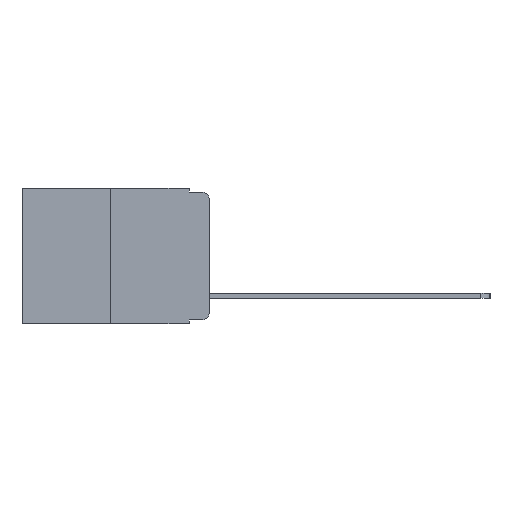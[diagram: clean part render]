
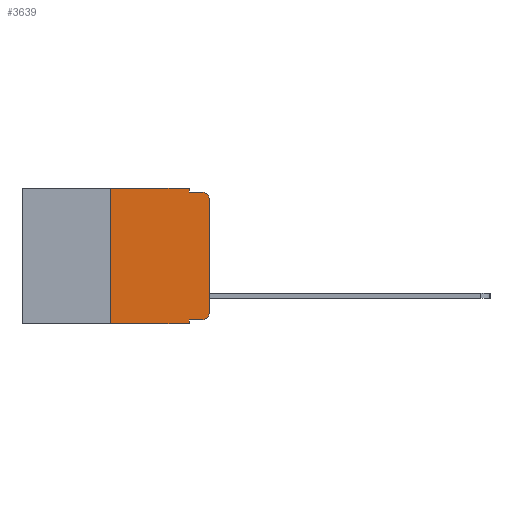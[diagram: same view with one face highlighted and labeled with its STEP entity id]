
A CAD part, left-side view. The second image highlights one B-rep face of the part: STEP entity #3639.
In plain terms, the highlighted planar face has unit normal (-1, 0, 0).
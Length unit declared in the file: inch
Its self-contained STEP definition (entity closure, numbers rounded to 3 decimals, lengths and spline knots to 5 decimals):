
#638 = VECTOR ( 'NONE', #21617, 39.37008 ) ;
#765 = VECTOR ( 'NONE', #12651, 39.37008 ) ;
#1001 = EDGE_CURVE ( 'NONE', #6689, #2462, #12338, .T. ) ;
#1383 = FACE_OUTER_BOUND ( 'NONE', #8689, .T. ) ;
#1675 = DIRECTION ( 'NONE',  ( 0., 0., -1. ) ) ;
#1902 = PLANE ( 'NONE',  #4490 ) ;
#2124 = VECTOR ( 'NONE', #11024, 39.37008 ) ;
#2462 = VERTEX_POINT ( 'NONE', #5776 ) ;
#2731 = CARTESIAN_POINT ( 'NONE',  ( 0., 0.051, 0. ) ) ;
#2832 = VERTEX_POINT ( 'NONE', #22960 ) ;
#3085 = EDGE_CURVE ( 'NONE', #11297, #17082, #24386, .T. ) ;
#3141 = CARTESIAN_POINT ( 'NONE',  ( 0., 0.051, -0.01 ) ) ;
#3159 = LINE ( 'NONE', #7264, #7717 ) ;
#3639 = ADVANCED_FACE ( 'NONE', ( #1383 ), #1902, .F. ) ;
#3821 = ORIENTED_EDGE ( 'NONE', *, *, #5520, .T. ) ;
#4108 = CARTESIAN_POINT ( 'NONE',  ( 0., 0.473, 0. ) ) ;
#4306 = CARTESIAN_POINT ( 'NONE',  ( 0., 0.02, -0.01 ) ) ;
#4490 = AXIS2_PLACEMENT_3D ( 'NONE', #4108, #19627, #10544 ) ;
#4615 = VECTOR ( 'NONE', #18314, 39.37008 ) ;
#4754 = ORIENTED_EDGE ( 'NONE', *, *, #20611, .T. ) ;
#5365 = DIRECTION ( 'NONE',  ( -1., 0., 0. ) ) ;
#5507 = CARTESIAN_POINT ( 'NONE',  ( 0., 0., -0.313 ) ) ;
#5520 = EDGE_CURVE ( 'NONE', #17521, #10135, #19645, .T. ) ;
#5776 = CARTESIAN_POINT ( 'NONE',  ( 0., 0., -0.03 ) ) ;
#5777 = LINE ( 'NONE', #10468, #638 ) ;
#5898 = LINE ( 'NONE', #16314, #765 ) ;
#6582 = CARTESIAN_POINT ( 'NONE',  ( 0., 0.051, -0.333 ) ) ;
#6689 = VERTEX_POINT ( 'NONE', #5507 ) ;
#7264 = CARTESIAN_POINT ( 'NONE',  ( 0., 0.25, 0. ) ) ;
#7717 = VECTOR ( 'NONE', #14873, 39.37008 ) ;
#8377 = EDGE_CURVE ( 'NONE', #10135, #6689, #8839, .T. ) ;
#8457 = CARTESIAN_POINT ( 'NONE',  ( 0., 0.051, 0. ) ) ;
#8550 = CARTESIAN_POINT ( 'NONE',  ( 0., 0.02, -0.313 ) ) ;
#8605 = AXIS2_PLACEMENT_3D ( 'NONE', #8550, #21575, #10429 ) ;
#8689 = EDGE_LOOP ( 'NONE', ( #22603, #10694, #22650, #24354, #10041, #23510, #4754, #18530, #3821, #12156 ) ) ;
#8839 = CIRCLE ( 'NONE', #8605, 0.02 ) ;
#10041 = ORIENTED_EDGE ( 'NONE', *, *, #23828, .F. ) ;
#10135 = VERTEX_POINT ( 'NONE', #17961 ) ;
#10429 = DIRECTION ( 'NONE',  ( 0., 0., -1. ) ) ;
#10468 = CARTESIAN_POINT ( 'NONE',  ( 0., 0.473, -0.343 ) ) ;
#10544 = DIRECTION ( 'NONE',  ( 0., 0., -1. ) ) ;
#10694 = ORIENTED_EDGE ( 'NONE', *, *, #19513, .T. ) ;
#11024 = DIRECTION ( 'NONE',  ( 0., 0., 1. ) ) ;
#11297 = VERTEX_POINT ( 'NONE', #2731 ) ;
#12064 = CARTESIAN_POINT ( 'NONE',  ( 0., 0., 0. ) ) ;
#12156 = ORIENTED_EDGE ( 'NONE', *, *, #8377, .T. ) ;
#12338 = LINE ( 'NONE', #12064, #2124 ) ;
#12651 = DIRECTION ( 'NONE',  ( 0., -1., 0. ) ) ;
#12711 = CARTESIAN_POINT ( 'NONE',  ( 0., 0.051, -0.343 ) ) ;
#13140 = CARTESIAN_POINT ( 'NONE',  ( 0., 0.051, 0. ) ) ;
#13202 = EDGE_CURVE ( 'NONE', #2832, #14576, #3159, .T. ) ;
#14571 = VECTOR ( 'NONE', #18050, 39.37008 ) ;
#14576 = VERTEX_POINT ( 'NONE', #22645 ) ;
#14873 = DIRECTION ( 'NONE',  ( 0., 0., 1. ) ) ;
#16225 = VERTEX_POINT ( 'NONE', #4306 ) ;
#16314 = CARTESIAN_POINT ( 'NONE',  ( 0., 0.473, 0. ) ) ;
#16409 = CARTESIAN_POINT ( 'NONE',  ( 0., 0.051, -0.01 ) ) ;
#16652 = CARTESIAN_POINT ( 'NONE',  ( 0., 0.02, -0.03 ) ) ;
#17056 = EDGE_CURVE ( 'NONE', #17082, #16225, #24351, .T. ) ;
#17082 = VERTEX_POINT ( 'NONE', #16409 ) ;
#17521 = VERTEX_POINT ( 'NONE', #6582 ) ;
#17550 = AXIS2_PLACEMENT_3D ( 'NONE', #16652, #5365, #18539 ) ;
#17961 = CARTESIAN_POINT ( 'NONE',  ( 0., 0.02, -0.333 ) ) ;
#18050 = DIRECTION ( 'NONE',  ( 0., 0., -1. ) ) ;
#18295 = VECTOR ( 'NONE', #20158, 39.37008 ) ;
#18314 = DIRECTION ( 'NONE',  ( 0., -1., 0. ) ) ;
#18340 = CARTESIAN_POINT ( 'NONE',  ( 0., 0.051, -0.333 ) ) ;
#18530 = ORIENTED_EDGE ( 'NONE', *, *, #20247, .F. ) ;
#18539 = DIRECTION ( 'NONE',  ( 0., 0., -1. ) ) ;
#18893 = VERTEX_POINT ( 'NONE', #12711 ) ;
#19513 = EDGE_CURVE ( 'NONE', #2462, #16225, #19903, .T. ) ;
#19627 = DIRECTION ( 'NONE',  ( 1., 0., 0. ) ) ;
#19645 = LINE ( 'NONE', #18340, #4615 ) ;
#19903 = CIRCLE ( 'NONE', #17550, 0.02 ) ;
#20158 = DIRECTION ( 'NONE',  ( 0., -1., 0. ) ) ;
#20247 = EDGE_CURVE ( 'NONE', #17521, #18893, #23891, .T. ) ;
#20611 = EDGE_CURVE ( 'NONE', #2832, #18893, #5777, .T. ) ;
#21575 = DIRECTION ( 'NONE',  ( -1., 0., 0. ) ) ;
#21617 = DIRECTION ( 'NONE',  ( 0., -1., 0. ) ) ;
#22603 = ORIENTED_EDGE ( 'NONE', *, *, #1001, .T. ) ;
#22645 = CARTESIAN_POINT ( 'NONE',  ( 0., 0.25, 0. ) ) ;
#22650 = ORIENTED_EDGE ( 'NONE', *, *, #17056, .F. ) ;
#22960 = CARTESIAN_POINT ( 'NONE',  ( 0., 0.25, -0.343 ) ) ;
#23332 = VECTOR ( 'NONE', #1675, 39.37008 ) ;
#23510 = ORIENTED_EDGE ( 'NONE', *, *, #13202, .F. ) ;
#23828 = EDGE_CURVE ( 'NONE', #14576, #11297, #5898, .T. ) ;
#23891 = LINE ( 'NONE', #13140, #23332 ) ;
#24351 = LINE ( 'NONE', #3141, #18295 ) ;
#24354 = ORIENTED_EDGE ( 'NONE', *, *, #3085, .F. ) ;
#24386 = LINE ( 'NONE', #8457, #14571 ) ;
